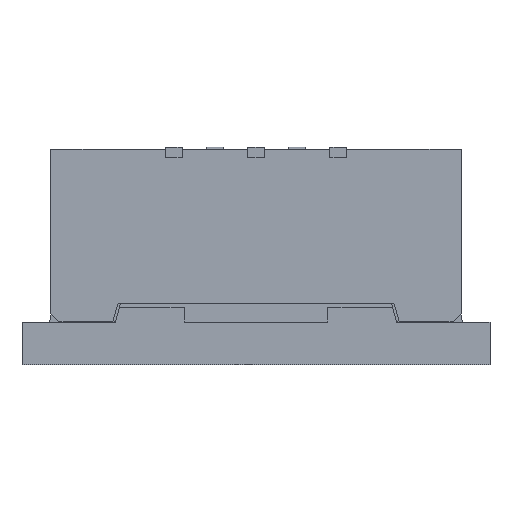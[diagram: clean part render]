
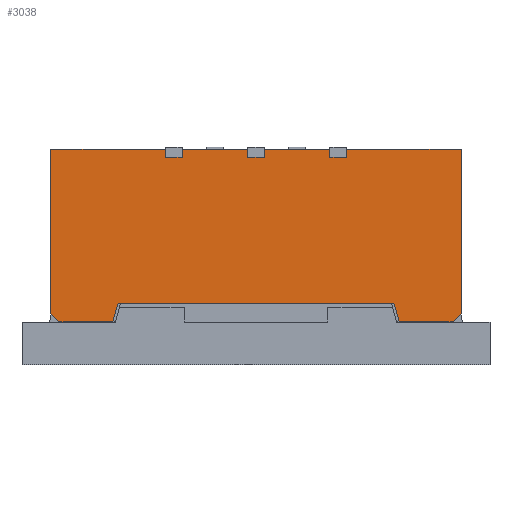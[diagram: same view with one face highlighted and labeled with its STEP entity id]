
A CAD part, front view. The second image highlights one B-rep face of the part: STEP entity #3038.
In plain terms, the highlighted planar face has unit normal (0, -1, 0).
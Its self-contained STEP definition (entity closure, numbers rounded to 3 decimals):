
#1=DIRECTION('',(0.,0.,1.));
#2=VECTOR('',#1,0.2);
#3=CARTESIAN_POINT('',(-1.8,-1.8,1.9));
#4=LINE('',#3,#2);
#5=DIRECTION('',(0.,0.,1.));
#6=VECTOR('',#5,0.2);
#7=CARTESIAN_POINT('',(-0.2,-1.8,1.9));
#8=LINE('',#7,#6);
#9=DIRECTION('',(1.,0.,0.));
#10=VECTOR('',#9,0.4);
#11=CARTESIAN_POINT('',(-0.2,-1.8,1.9));
#12=LINE('',#11,#10);
#13=DIRECTION('',(0.,0.,1.));
#14=VECTOR('',#13,0.2);
#15=CARTESIAN_POINT('',(0.2,-1.8,1.9));
#16=LINE('',#15,#14);
#17=DIRECTION('',(0.,0.,1.));
#18=VECTOR('',#17,0.2);
#19=CARTESIAN_POINT('',(1.8,-1.8,1.9));
#20=LINE('',#19,#18);
#21=DIRECTION('',(1.,0.,0.));
#22=VECTOR('',#21,0.4);
#23=CARTESIAN_POINT('',(1.8,-1.8,1.9));
#24=LINE('',#23,#22);
#25=DIRECTION('',(0.,0.,1.));
#26=VECTOR('',#25,0.2);
#27=CARTESIAN_POINT('',(2.2,-1.8,1.9));
#28=LINE('',#27,#26);
#29=DIRECTION('',(-0.707,0.,-0.707));
#30=VECTOR('',#29,0.283);
#31=CARTESIAN_POINT('',(5.,-1.8,-1.9));
#32=LINE('',#31,#30);
#33=DIRECTION('',(-0.278,0.,0.961));
#34=VECTOR('',#33,0.468);
#35=CARTESIAN_POINT('',(3.49,-1.8,-2.1));
#36=LINE('',#35,#34);
#37=DIRECTION('',(-0.278,0.,-0.961));
#38=VECTOR('',#37,0.468);
#39=CARTESIAN_POINT('',(-3.36,-1.8,-1.65));
#40=LINE('',#39,#38);
#41=DIRECTION('',(-0.707,0.,0.707));
#42=VECTOR('',#41,0.283);
#43=CARTESIAN_POINT('',(-4.8,-1.8,-2.1));
#44=LINE('',#43,#42);
#45=DIRECTION('',(0.,0.,1.));
#46=VECTOR('',#45,0.2);
#47=CARTESIAN_POINT('',(-2.2,-1.8,1.9));
#48=LINE('',#47,#46);
#49=DIRECTION('',(1.,0.,0.));
#50=VECTOR('',#49,0.4);
#51=CARTESIAN_POINT('',(-2.2,-1.8,1.9));
#52=LINE('',#51,#50);
#143=DIRECTION('',(1.,0.,0.));
#144=VECTOR('',#143,2.8);
#145=CARTESIAN_POINT('',(-5.,-1.8,2.1));
#146=LINE('',#145,#144);
#147=DIRECTION('',(1.,0.,0.));
#148=VECTOR('',#147,2.8);
#149=CARTESIAN_POINT('',(2.2,-1.8,2.1));
#150=LINE('',#149,#148);
#163=DIRECTION('',(1.,0.,0.));
#164=VECTOR('',#163,1.6);
#165=CARTESIAN_POINT('',(0.2,-1.8,2.1));
#166=LINE('',#165,#164);
#179=DIRECTION('',(1.,0.,0.));
#180=VECTOR('',#179,1.6);
#181=CARTESIAN_POINT('',(-1.8,-1.8,2.1));
#182=LINE('',#181,#180);
#207=DIRECTION('',(0.,0.,1.));
#208=VECTOR('',#207,4.);
#209=CARTESIAN_POINT('',(-5.,-1.8,-1.9));
#210=LINE('',#209,#208);
#315=DIRECTION('',(-1.,0.,0.));
#316=VECTOR('',#315,1.31);
#317=CARTESIAN_POINT('',(4.8,-1.8,-2.1));
#318=LINE('',#317,#316);
#347=DIRECTION('',(-1.,0.,0.));
#348=VECTOR('',#347,1.31);
#349=CARTESIAN_POINT('',(-3.49,-1.8,-2.1));
#350=LINE('',#349,#348);
#863=DIRECTION('',(1.,0.,0.));
#864=VECTOR('',#863,6.72);
#865=CARTESIAN_POINT('',(-3.36,-1.8,-1.65));
#866=LINE('',#865,#864);
#1279=DIRECTION('',(0.,0.,-1.));
#1280=VECTOR('',#1279,4.);
#1281=CARTESIAN_POINT('',(5.,-1.8,2.1));
#1282=LINE('',#1281,#1280);
#2403=CARTESIAN_POINT('',(-5.,-1.8,-1.9));
#2404=CARTESIAN_POINT('',(-5.,-1.8,2.1));
#2405=VERTEX_POINT('',#2403);
#2406=VERTEX_POINT('',#2404);
#2407=CARTESIAN_POINT('',(-4.8,-1.8,-2.1));
#2408=VERTEX_POINT('',#2407);
#2409=CARTESIAN_POINT('',(-3.49,-1.8,-2.1));
#2410=VERTEX_POINT('',#2409);
#2411=CARTESIAN_POINT('',(-3.36,-1.8,-1.65));
#2412=VERTEX_POINT('',#2411);
#2413=CARTESIAN_POINT('',(3.36,-1.8,-1.65));
#2414=VERTEX_POINT('',#2413);
#2415=CARTESIAN_POINT('',(3.49,-1.8,-2.1));
#2416=VERTEX_POINT('',#2415);
#2417=CARTESIAN_POINT('',(4.8,-1.8,-2.1));
#2418=VERTEX_POINT('',#2417);
#2419=CARTESIAN_POINT('',(5.,-1.8,-1.9));
#2420=VERTEX_POINT('',#2419);
#2421=CARTESIAN_POINT('',(5.,-1.8,2.1));
#2422=VERTEX_POINT('',#2421);
#2815=CARTESIAN_POINT('',(2.2,-1.8,1.9));
#2816=CARTESIAN_POINT('',(2.2,-1.8,2.1));
#2817=VERTEX_POINT('',#2815);
#2818=VERTEX_POINT('',#2816);
#2819=CARTESIAN_POINT('',(1.8,-1.8,1.9));
#2820=VERTEX_POINT('',#2819);
#2821=CARTESIAN_POINT('',(1.8,-1.8,2.1));
#2822=VERTEX_POINT('',#2821);
#2851=CARTESIAN_POINT('',(0.2,-1.8,1.9));
#2852=CARTESIAN_POINT('',(0.2,-1.8,2.1));
#2853=VERTEX_POINT('',#2851);
#2854=VERTEX_POINT('',#2852);
#2855=CARTESIAN_POINT('',(-0.2,-1.8,1.9));
#2856=VERTEX_POINT('',#2855);
#2857=CARTESIAN_POINT('',(-0.2,-1.8,2.1));
#2858=VERTEX_POINT('',#2857);
#2887=CARTESIAN_POINT('',(-1.8,-1.8,1.9));
#2888=CARTESIAN_POINT('',(-1.8,-1.8,2.1));
#2889=VERTEX_POINT('',#2887);
#2890=VERTEX_POINT('',#2888);
#2891=CARTESIAN_POINT('',(-2.2,-1.8,1.9));
#2892=VERTEX_POINT('',#2891);
#2893=CARTESIAN_POINT('',(-2.2,-1.8,2.1));
#2894=VERTEX_POINT('',#2893);
#2987=CARTESIAN_POINT('',(0.,-1.8,0.));
#2988=DIRECTION('',(0.,1.,0.));
#2989=DIRECTION('',(-1.,0.,0.));
#2990=AXIS2_PLACEMENT_3D('',#2987,#2988,#2989);
#2991=PLANE('',#2990);
#2993=ORIENTED_EDGE('',*,*,#2992,.T.);
#2995=ORIENTED_EDGE('',*,*,#2994,.T.);
#2997=ORIENTED_EDGE('',*,*,#2996,.F.);
#2999=ORIENTED_EDGE('',*,*,#2998,.T.);
#3001=ORIENTED_EDGE('',*,*,#3000,.T.);
#3003=ORIENTED_EDGE('',*,*,#3002,.T.);
#3005=ORIENTED_EDGE('',*,*,#3004,.F.);
#3007=ORIENTED_EDGE('',*,*,#3006,.T.);
#3009=ORIENTED_EDGE('',*,*,#3008,.T.);
#3011=ORIENTED_EDGE('',*,*,#3010,.T.);
#3013=ORIENTED_EDGE('',*,*,#3012,.T.);
#3015=ORIENTED_EDGE('',*,*,#3014,.T.);
#3017=ORIENTED_EDGE('',*,*,#3016,.T.);
#3019=ORIENTED_EDGE('',*,*,#3018,.T.);
#3021=ORIENTED_EDGE('',*,*,#3020,.F.);
#3023=ORIENTED_EDGE('',*,*,#3022,.T.);
#3025=ORIENTED_EDGE('',*,*,#3024,.T.);
#3027=ORIENTED_EDGE('',*,*,#3026,.T.);
#3029=ORIENTED_EDGE('',*,*,#3028,.T.);
#3031=ORIENTED_EDGE('',*,*,#3030,.T.);
#3033=ORIENTED_EDGE('',*,*,#3032,.F.);
#3035=ORIENTED_EDGE('',*,*,#3034,.T.);
#3036=EDGE_LOOP('',(#2993,#2995,#2997,#2999,#3001,#3003,#3005,#3007,#3009,#3011,
#3013,#3015,#3017,#3019,#3021,#3023,#3025,#3027,#3029,#3031,#3033,#3035));
#3037=FACE_OUTER_BOUND('',#3036,.F.);
#3038=ADVANCED_FACE('',(#3037),#2991,.F.);
#2992=EDGE_CURVE('',#2889,#2890,#4,.T.);
#2994=EDGE_CURVE('',#2890,#2858,#182,.T.);
#2996=EDGE_CURVE('',#2856,#2858,#8,.T.);
#2998=EDGE_CURVE('',#2856,#2853,#12,.T.);
#3000=EDGE_CURVE('',#2853,#2854,#16,.T.);
#3002=EDGE_CURVE('',#2854,#2822,#166,.T.);
#3004=EDGE_CURVE('',#2820,#2822,#20,.T.);
#3006=EDGE_CURVE('',#2820,#2817,#24,.T.);
#3008=EDGE_CURVE('',#2817,#2818,#28,.T.);
#3010=EDGE_CURVE('',#2818,#2422,#150,.T.);
#3012=EDGE_CURVE('',#2422,#2420,#1282,.T.);
#3014=EDGE_CURVE('',#2420,#2418,#32,.T.);
#3016=EDGE_CURVE('',#2418,#2416,#318,.T.);
#3018=EDGE_CURVE('',#2416,#2414,#36,.T.);
#3020=EDGE_CURVE('',#2412,#2414,#866,.T.);
#3022=EDGE_CURVE('',#2412,#2410,#40,.T.);
#3024=EDGE_CURVE('',#2410,#2408,#350,.T.);
#3026=EDGE_CURVE('',#2408,#2405,#44,.T.);
#3028=EDGE_CURVE('',#2405,#2406,#210,.T.);
#3030=EDGE_CURVE('',#2406,#2894,#146,.T.);
#3032=EDGE_CURVE('',#2892,#2894,#48,.T.);
#3034=EDGE_CURVE('',#2892,#2889,#52,.T.);
